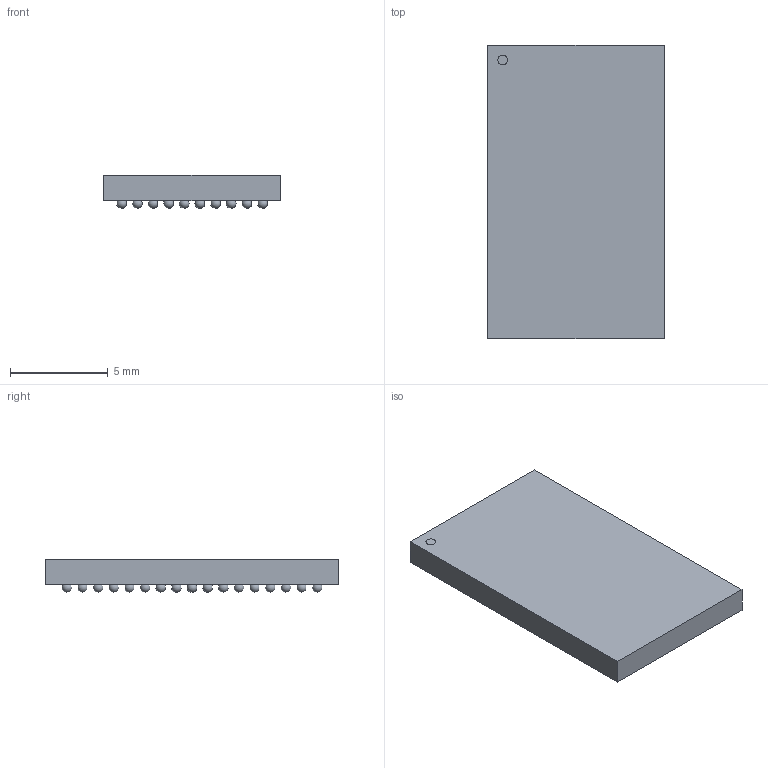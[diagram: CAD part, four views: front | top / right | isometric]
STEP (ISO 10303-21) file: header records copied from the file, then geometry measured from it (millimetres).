
FILE_DESCRIPTION(/* description */ (''),/* implementation_level */ '2;1');
FILE_NAME(/* name */ 'BGA170C80P10X17_900X1500X169.stp',/* time_stamp */ '2017-09-29T11:42:43+02:00',/* author */ ('riccim'),/* organization */ ('SolidWorks'),/* preprocessor_version */ 'ST-DEVELOPER v16.5',/* originating_system */ 'AutoCAD Mechanical',/* authorisation */ ' ');
FILE_SCHEMA (('AUTOMOTIVE_DESIGN { 1 0 10303 214 3 1 1 }'));
Length unit declared in the file: millimetre
Products named in the file (1): Product
Bounding box: 9 x 15 x 1.69 mm (x, y, z)
Volume: 185.3 mm3; surface area: 466.1 mm2
Topology: 172 solids, 172 shells, 181 faces, 528 edges, 352 vertices
Faces by surface type: sphere 170, plane 9, cylinder 2
Full cylindrical faces by diameter (mm): 0.5 x2
Entity records: 4201 total; most frequent: DIRECTION 724, CARTESIAN_POINT 720, ORIENTED_EDGE 372, AXIS2_PLACEMENT_3D 356, VERTEX_POINT 352, EDGE_CURVE 186, EDGE_LOOP 184, FACE_OUTER_BOUND 181
